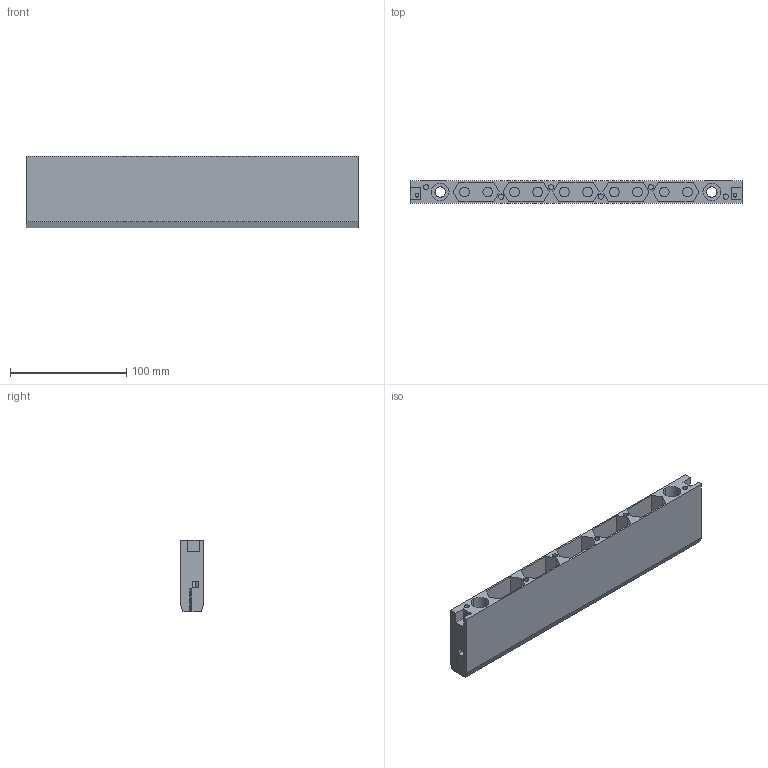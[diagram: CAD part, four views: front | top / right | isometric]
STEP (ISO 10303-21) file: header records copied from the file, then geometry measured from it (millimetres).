
FILE_DESCRIPTION (( 'STEP AP214' ), '1' );
FILE_NAME ('counterweight_center_v2.STEP', '2024-01-29T16:36:12', ( '' ), ( '' ), 'SwSTEP 2.0', 'SolidWorks 2010', '' );
FILE_SCHEMA (( 'AUTOMOTIVE_DESIGN' ));
Length unit declared in the file: millimetre
Products named in the file (1): counterweight_center_v2
Bounding box: 286 x 19.6 x 62 mm (x, y, z)
Volume: 161637.3 mm3; surface area: 86238.8 mm2
Topology: 1 solids, 1 shells, 317 faces, 818 edges, 544 vertices
Faces by surface type: plane 179, cylinder 134, cone 4
Entity records: 9874 total; most frequent: CARTESIAN_POINT 1816, DIRECTION 1718, ORIENTED_EDGE 1636, EDGE_CURVE 818, AXIS2_PLACEMENT_3D 598, VERTEX_POINT 544, LINE 522, VECTOR 522
